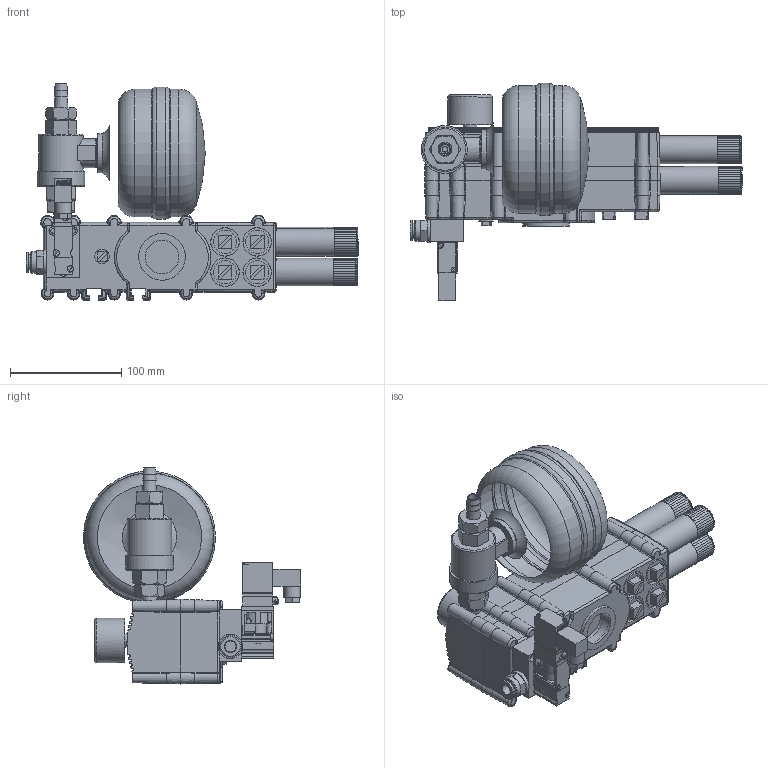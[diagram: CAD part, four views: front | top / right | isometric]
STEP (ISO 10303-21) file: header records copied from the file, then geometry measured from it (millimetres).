
FILE_DESCRIPTION(/* description */ ('','CAx-IF Rec.Pracs.---Representation and Presentation of Product Manufacturing Information (PMI)---4.0---2014-10-13'),/* implementation_level */ '2;1');
FILE_NAME(/* name */ 'cvskn4ser24a.stp',/* time_stamp */ '2020-11-09T10:27:39+01:00',/* author */ ('enginyeria'),/* organization */ (''),/* preprocessor_version */ 'ST-DEVELOPER v17.2',/* originating_system */ 'Autodesk Inventor 2019',/* authorisation */ '');
FILE_SCHEMA (('AP242_MANAGED_MODEL_BASED_3D_ENGINEERING_MIM_LF { 1 0 10303 442 1 1 4 }'));
Length unit declared in the file: millimetre
Products named in the file (1): cvskn4ser24a
Bounding box: 299.08 x 195.59 x 194.59 mm (x, y, z)
Volume: 2171750.7 mm3; surface area: 233910 mm2
Topology: 11 solids, 34 shells, 2190 faces, 5235 edges, 3200 vertices
Faces by surface type: plane 1472, cylinder 373, cone 177, bspline 131, torus 30, sphere 7
Full cylindrical faces by diameter (mm): 2.1 x2, 2.2 x2, 2.459 x2, 2.7 x2, 3.2 x2, 3.8 x1, 4 x13, 4.25 x3, 4.4 x1, 5 x1, 5.6 x2, 6.2 x1, 7 x1, 7.5 x1, 7.6 x3, 8 x10, 8.5 x1, 10 x5, 11.445 x1, 12 x3, 12.114 x1, 12.2 x1, 13 x2, 13.5 x1, 15 x1, 18.5 x1, 18.7 x1, 19.053 x1, 20.94 x1, 21 x4
Entity records: 82784 total; most frequent: CARTESIAN_POINT 32388, DIRECTION 10551, ORIENTED_EDGE 10394, EDGE_CURVE 5197, AXIS2_PLACEMENT_3D 3746, VERTEX_POINT 3200, LINE 3059, VECTOR 3059
